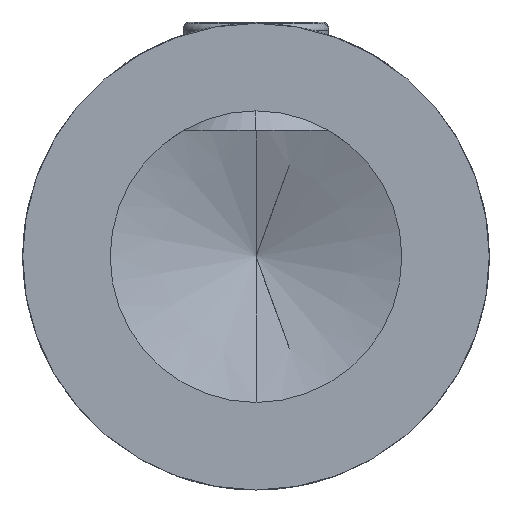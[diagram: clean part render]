
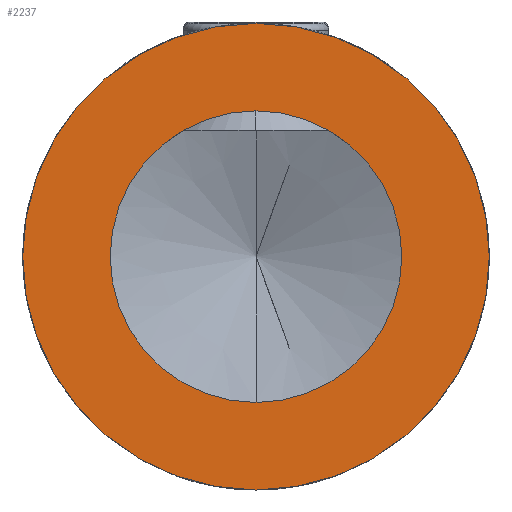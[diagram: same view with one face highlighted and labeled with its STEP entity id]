
A CAD part, left-side view. The second image highlights one B-rep face of the part: STEP entity #2237.
In plain terms, the highlighted planar face has unit normal (-1, 0, 0).
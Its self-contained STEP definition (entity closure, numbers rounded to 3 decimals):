
#273 = CARTESIAN_POINT ( 'NONE',  ( -27.375, 0., 5. ) ) ;
#312 = AXIS2_PLACEMENT_3D ( 'NONE', #2558, #2894, #1930 ) ;
#365 = DIRECTION ( 'NONE',  ( -1., 0., 0. ) ) ;
#521 = CARTESIAN_POINT ( 'NONE',  ( -27.375, 0., 0. ) ) ;
#609 = DIRECTION ( 'NONE',  ( -1., 0., 0. ) ) ;
#826 = CIRCLE ( 'NONE', #1617, 8. ) ;
#919 = DIRECTION ( 'NONE',  ( 0., 0., 1. ) ) ;
#973 = FACE_OUTER_BOUND ( 'NONE', #4059, .T. ) ;
#1110 = EDGE_CURVE ( 'NONE', #4063, #3831, #826, .T. ) ;
#1111 = CARTESIAN_POINT ( 'NONE',  ( -27.375, 0., 8. ) ) ;
#1222 = ORIENTED_EDGE ( 'NONE', *, *, #1433, .T. ) ;
#1433 = EDGE_CURVE ( 'NONE', #3831, #4063, #3148, .T. ) ;
#1589 = EDGE_CURVE ( 'NONE', #2287, #1911, #1620, .T. ) ;
#1617 = AXIS2_PLACEMENT_3D ( 'NONE', #4187, #609, #4203 ) ;
#1620 = CIRCLE ( 'NONE', #2173, 5. ) ;
#1816 = DIRECTION ( 'NONE',  ( -1., 0., 0. ) ) ;
#1834 = AXIS2_PLACEMENT_3D ( 'NONE', #4011, #365, #3989 ) ;
#1911 = VERTEX_POINT ( 'NONE', #2266 ) ;
#1930 = DIRECTION ( 'NONE',  ( 0., 0., 1. ) ) ;
#1993 = ORIENTED_EDGE ( 'NONE', *, *, #1589, .F. ) ;
#2173 = AXIS2_PLACEMENT_3D ( 'NONE', #521, #1816, #919 ) ;
#2237 = ADVANCED_FACE ( 'NONE', ( #2878, #973 ), #3584, .F. ) ;
#2266 = CARTESIAN_POINT ( 'NONE',  ( -27.375, 0., -5. ) ) ;
#2285 = EDGE_CURVE ( 'NONE', #1911, #2287, #2304, .T. ) ;
#2287 = VERTEX_POINT ( 'NONE', #273 ) ;
#2304 = CIRCLE ( 'NONE', #312, 5. ) ;
#2309 = ORIENTED_EDGE ( 'NONE', *, *, #2285, .F. ) ;
#2558 = CARTESIAN_POINT ( 'NONE',  ( -27.375, 0., 0. ) ) ;
#2576 = EDGE_LOOP ( 'NONE', ( #1993, #2309 ) ) ;
#2601 = DIRECTION ( 'NONE',  ( 0., 0., -1. ) ) ;
#2604 = CARTESIAN_POINT ( 'NONE',  ( -27.375, 0., -8. ) ) ;
#2782 = AXIS2_PLACEMENT_3D ( 'NONE', #3256, #3282, #2601 ) ;
#2878 = FACE_BOUND ( 'NONE', #2576, .T. ) ;
#2894 = DIRECTION ( 'NONE',  ( -1., 0., 0. ) ) ;
#3148 = CIRCLE ( 'NONE', #1834, 8. ) ;
#3254 = ORIENTED_EDGE ( 'NONE', *, *, #1110, .T. ) ;
#3256 = CARTESIAN_POINT ( 'NONE',  ( -27.375, 5., 0. ) ) ;
#3282 = DIRECTION ( 'NONE',  ( 1., 0., 0. ) ) ;
#3584 = PLANE ( 'NONE',  #2782 ) ;
#3831 = VERTEX_POINT ( 'NONE', #2604 ) ;
#3989 = DIRECTION ( 'NONE',  ( 0., 0., 1. ) ) ;
#4011 = CARTESIAN_POINT ( 'NONE',  ( -27.375, 0., 0. ) ) ;
#4059 = EDGE_LOOP ( 'NONE', ( #3254, #1222 ) ) ;
#4063 = VERTEX_POINT ( 'NONE', #1111 ) ;
#4187 = CARTESIAN_POINT ( 'NONE',  ( -27.375, 0., 0. ) ) ;
#4203 = DIRECTION ( 'NONE',  ( 0., 0., 1. ) ) ;
